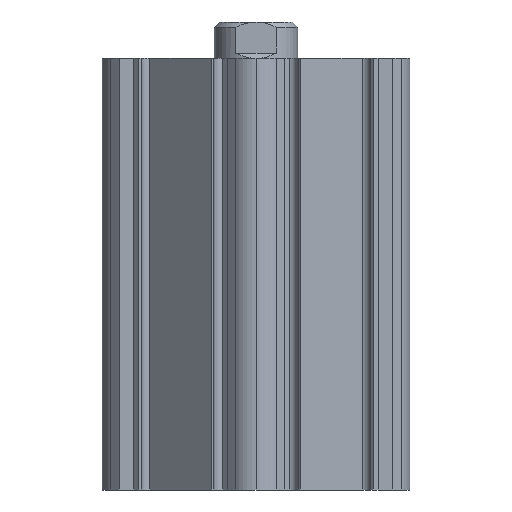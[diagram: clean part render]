
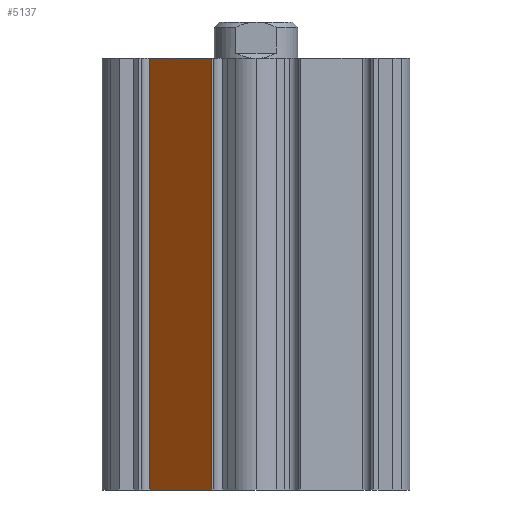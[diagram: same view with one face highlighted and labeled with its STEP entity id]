
A CAD part, left-side view. The second image highlights one B-rep face of the part: STEP entity #5137.
In plain terms, the highlighted planar face has unit normal (-0.707, 0.707, 0).
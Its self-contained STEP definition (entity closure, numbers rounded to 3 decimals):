
#11 = ORIENTED_EDGE ( 'NONE', *, *, #4643, .F. ) ;
#26 = LINE ( 'NONE', #3191, #4842 ) ;
#449 = CARTESIAN_POINT ( 'NONE',  ( -8.556, 20.435, -41.5 ) ) ;
#678 = CARTESIAN_POINT ( 'NONE',  ( -20.435, 8.556, -41.5 ) ) ;
#1339 = FACE_OUTER_BOUND ( 'NONE', #2136, .T. ) ;
#1377 = DIRECTION ( 'NONE',  ( 0.707, 0.707, 0. ) ) ;
#1435 = VERTEX_POINT ( 'NONE', #4149 ) ;
#1594 = PLANE ( 'NONE',  #5648 ) ;
#1668 = ORIENTED_EDGE ( 'NONE', *, *, #5762, .T. ) ;
#1742 = VERTEX_POINT ( 'NONE', #2249 ) ;
#1772 = LINE ( 'NONE', #5202, #5793 ) ;
#2111 = VECTOR ( 'NONE', #3008, 1000. ) ;
#2136 = EDGE_LOOP ( 'NONE', ( #3806, #11, #2649, #1668 ) ) ;
#2249 = CARTESIAN_POINT ( 'NONE',  ( -20.435, 8.556, 41.5 ) ) ;
#2406 = DIRECTION ( 'NONE',  ( -0.707, -0.707, 0. ) ) ;
#2563 = DIRECTION ( 'NONE',  ( 0.707, -0.707, 0. ) ) ;
#2565 = LINE ( 'NONE', #2594, #3511 ) ;
#2594 = CARTESIAN_POINT ( 'NONE',  ( -8.556, 20.435, -41.5 ) ) ;
#2649 = ORIENTED_EDGE ( 'NONE', *, *, #3914, .F. ) ;
#2684 = CARTESIAN_POINT ( 'NONE',  ( -8.556, 20.435, 41.5 ) ) ;
#3008 = DIRECTION ( 'NONE',  ( 0., 0., 1. ) ) ;
#3191 = CARTESIAN_POINT ( 'NONE',  ( -5.501, 23.49, -41.5 ) ) ;
#3304 = VERTEX_POINT ( 'NONE', #449 ) ;
#3370 = LINE ( 'NONE', #678, #2111 ) ;
#3511 = VECTOR ( 'NONE', #3988, 1000. ) ;
#3806 = ORIENTED_EDGE ( 'NONE', *, *, #4044, .F. ) ;
#3914 = EDGE_CURVE ( 'NONE', #1435, #3304, #26, .T. ) ;
#3988 = DIRECTION ( 'NONE',  ( 0., 0., 1. ) ) ;
#4044 = EDGE_CURVE ( 'NONE', #4753, #1742, #1772, .T. ) ;
#4149 = CARTESIAN_POINT ( 'NONE',  ( -20.435, 8.556, -41.5 ) ) ;
#4422 = CARTESIAN_POINT ( 'NONE',  ( -5.501, 23.49, -41.5 ) ) ;
#4643 = EDGE_CURVE ( 'NONE', #3304, #4753, #2565, .T. ) ;
#4753 = VERTEX_POINT ( 'NONE', #2684 ) ;
#4842 = VECTOR ( 'NONE', #1377, 1000. ) ;
#5137 = ADVANCED_FACE ( 'NONE', ( #1339 ), #1594, .F. ) ;
#5202 = CARTESIAN_POINT ( 'NONE',  ( -14.496, 14.496, 41.5 ) ) ;
#5648 = AXIS2_PLACEMENT_3D ( 'NONE', #4422, #2563, #5831 ) ;
#5762 = EDGE_CURVE ( 'NONE', #1435, #1742, #3370, .T. ) ;
#5793 = VECTOR ( 'NONE', #2406, 1000. ) ;
#5831 = DIRECTION ( 'NONE',  ( 0.707, 0.707, 0. ) ) ;
